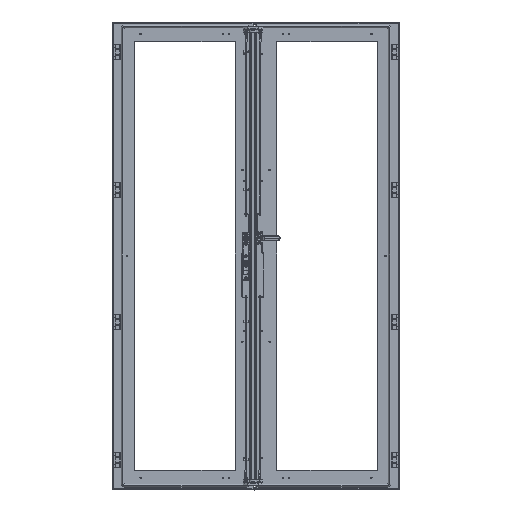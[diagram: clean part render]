
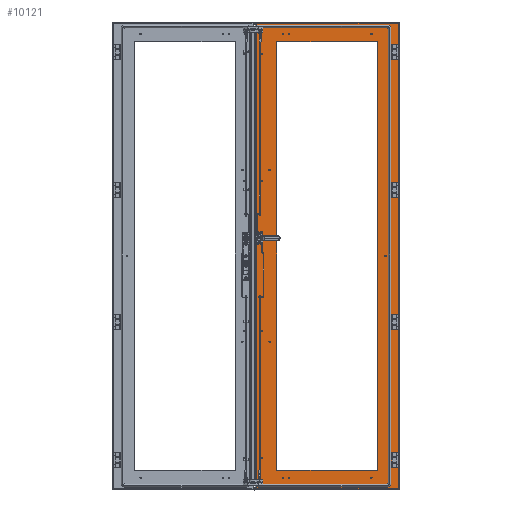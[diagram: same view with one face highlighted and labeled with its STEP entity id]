
A CAD part, top view. The second image highlights one B-rep face of the part: STEP entity #10121.
In plain terms, the highlighted face is planar.
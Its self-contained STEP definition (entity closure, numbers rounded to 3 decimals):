
#4951=B_SPLINE_CURVE_WITH_KNOTS('',3,(#73790,#73791,#73792,#73793),
 .UNSPECIFIED.,.F.,.F.,(4,4),(0.,1.),.UNSPECIFIED.);
#4952=B_SPLINE_CURVE_WITH_KNOTS('',3,(#73799,#73800,#73801,#73802),
 .UNSPECIFIED.,.F.,.F.,(4,4),(0.,1.),.UNSPECIFIED.);
#7063=(
BOUNDED_CURVE()
B_SPLINE_CURVE(1,(#73796,#73797),.UNSPECIFIED.,.F.,.F.)
B_SPLINE_CURVE_WITH_KNOTS((2,2),(0.,1.),.UNSPECIFIED.)
CURVE()
GEOMETRIC_REPRESENTATION_ITEM()
RATIONAL_B_SPLINE_CURVE((1.,1.))
REPRESENTATION_ITEM('')
);
#7064=(
BOUNDED_CURVE()
B_SPLINE_CURVE(1,(#73804,#73805),.UNSPECIFIED.,.F.,.F.)
B_SPLINE_CURVE_WITH_KNOTS((2,2),(0.,1.),.UNSPECIFIED.)
CURVE()
GEOMETRIC_REPRESENTATION_ITEM()
RATIONAL_B_SPLINE_CURVE((1.,1.))
REPRESENTATION_ITEM('')
);
#8233=PLANE('',#51091);
#9129=FACE_BOUND('',#16370,.T.);
#9130=FACE_BOUND('',#16371,.T.);
#10121=ADVANCED_FACE('F8',(#9129,#9130),#8233,.F.);
#16370=EDGE_LOOP('',(#28290,#28291,#28292,#28293));
#16371=EDGE_LOOP('',(#28294,#28295,#28296,#28297));
#19570=LINE('',#73806,#22266);
#19571=LINE('',#73809,#22267);
#19572=LINE('',#73811,#22268);
#19573=LINE('',#73813,#22269);
#22266=VECTOR('',#56689,1.);
#22267=VECTOR('',#56690,1.);
#22268=VECTOR('',#56691,1.);
#22269=VECTOR('',#56692,1.);
#28290=ORIENTED_EDGE('',*,*,#44351,.F.);
#28291=ORIENTED_EDGE('',*,*,#44352,.F.);
#28292=ORIENTED_EDGE('',*,*,#44353,.F.);
#28293=ORIENTED_EDGE('',*,*,#44354,.F.);
#28294=ORIENTED_EDGE('',*,*,#44355,.F.);
#28295=ORIENTED_EDGE('',*,*,#44356,.F.);
#28296=ORIENTED_EDGE('',*,*,#44357,.F.);
#28297=ORIENTED_EDGE('',*,*,#44358,.F.);
#39190=VERTEX_POINT('',#73794);
#39191=VERTEX_POINT('',#73795);
#39192=VERTEX_POINT('',#73798);
#39193=VERTEX_POINT('',#73803);
#39194=VERTEX_POINT('',#73807);
#39195=VERTEX_POINT('',#73808);
#39196=VERTEX_POINT('',#73810);
#39197=VERTEX_POINT('',#73812);
#44351=EDGE_CURVE('E39',#39190,#39191,#4951,.T.);
#44352=EDGE_CURVE('E38',#39192,#39190,#7063,.T.);
#44353=EDGE_CURVE('E37',#39193,#39192,#4952,.T.);
#44354=EDGE_CURVE('E36',#39191,#39193,#7064,.T.);
#44355=EDGE_CURVE('',#39194,#39195,#19570,.T.);
#44356=EDGE_CURVE('',#39196,#39194,#19571,.T.);
#44357=EDGE_CURVE('',#39197,#39196,#19572,.T.);
#44358=EDGE_CURVE('',#39195,#39197,#19573,.T.);
#51091=AXIS2_PLACEMENT_3D('',#73814,#56693,#56694);
#56689=DIRECTION('',(0.,0.,1.));
#56690=DIRECTION('',(-1.,0.,0.));
#56691=DIRECTION('',(0.,0.,-1.));
#56692=DIRECTION('',(1.,0.,0.));
#56693=DIRECTION('',(0.,-1.,0.));
#56694=DIRECTION('',(-1.,0.,0.));
#73790=CARTESIAN_POINT('',(-1171.122,-1357.054,686.915));
#73791=CARTESIAN_POINT('',(-1171.122,-1357.054,39.982));
#73792=CARTESIAN_POINT('',(-1171.122,-1357.054,-606.952));
#73793=CARTESIAN_POINT('',(-1171.122,-1357.054,-1253.885));
#73794=CARTESIAN_POINT('',(-1171.122,-1357.054,686.915));
#73795=CARTESIAN_POINT('',(-1171.122,-1357.054,-1253.885));
#73796=CARTESIAN_POINT('',(-581.004,-1357.054,686.915));
#73797=CARTESIAN_POINT('',(-1171.122,-1357.054,686.915));
#73798=CARTESIAN_POINT('',(-581.004,-1357.054,686.915));
#73799=CARTESIAN_POINT('',(-581.004,-1357.054,-1253.885));
#73800=CARTESIAN_POINT('',(-581.004,-1357.054,-606.952));
#73801=CARTESIAN_POINT('',(-581.004,-1357.054,39.982));
#73802=CARTESIAN_POINT('',(-581.004,-1357.054,686.915));
#73803=CARTESIAN_POINT('',(-581.004,-1357.054,-1253.885));
#73804=CARTESIAN_POINT('',(-1171.122,-1357.054,-1253.885));
#73805=CARTESIAN_POINT('',(-581.004,-1357.054,-1253.885));
#73806=CARTESIAN_POINT('',(-1085.122,-1357.054,686.945));
#73807=CARTESIAN_POINT('',(-1085.122,-1357.054,-1176.485));
#73808=CARTESIAN_POINT('',(-1085.122,-1357.054,609.515));
#73809=CARTESIAN_POINT('',(-580.974,-1357.054,-1176.485));
#73810=CARTESIAN_POINT('',(-665.122,-1357.054,-1176.485));
#73811=CARTESIAN_POINT('',(-665.122,-1357.054,686.945));
#73812=CARTESIAN_POINT('',(-665.122,-1357.054,609.515));
#73813=CARTESIAN_POINT('',(-580.974,-1357.054,609.515));
#73814=CARTESIAN_POINT('',(-580.974,-1357.054,686.945));
